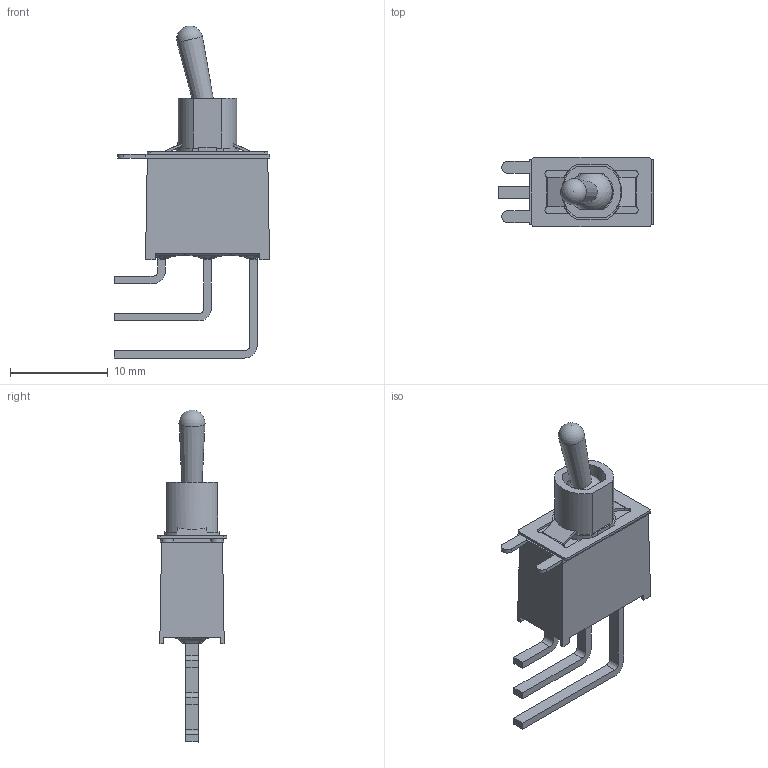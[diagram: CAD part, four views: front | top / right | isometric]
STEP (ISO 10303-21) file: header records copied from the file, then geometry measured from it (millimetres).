
FILE_DESCRIPTION((' '),'2;1');
FILE_NAME('100AWSPxT2B4M7xE.stp','2017-07-26T09:04:29',(' '),(' '),' ','ACIS',' ');
FILE_SCHEMA(('CONFIG_CONTROL_DESIGN'));
Length unit declared in the file: inch
Products named in the file (1): 100AWSPxT2B4M7xE.stp
Bounding box: 15.88 x 7.1 x 34 mm (x, y, z)
Volume: 1045.3 mm3; surface area: 1095 mm2
Topology: 1 solids, 1 shells, 161 faces, 477 edges, 318 vertices
Faces by surface type: plane 112, cylinder 38, bspline 8, sphere 2, cone 1
Entity records: 6404 total; most frequent: CARTESIAN_POINT 1981, ORIENTED_EDGE 944, DIRECTION 848, EDGE_CURVE 472, VECTOR 328, LINE 328, VERTEX_POINT 316, AXIS2_PLACEMENT_3D 260
